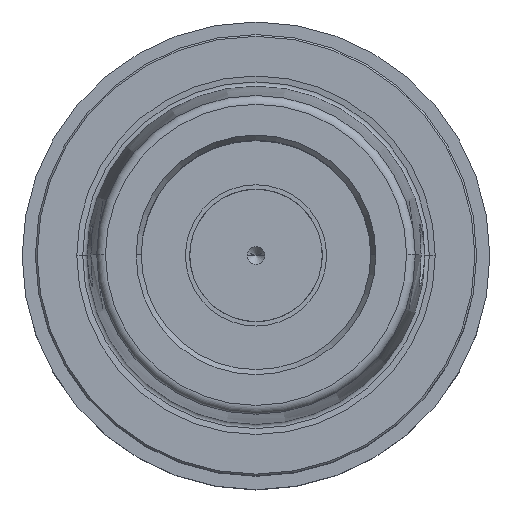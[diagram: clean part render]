
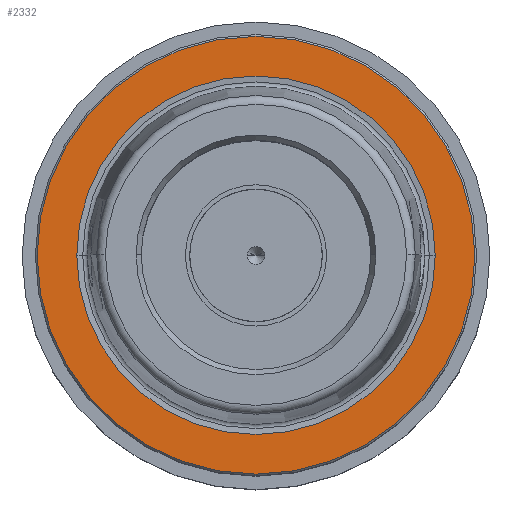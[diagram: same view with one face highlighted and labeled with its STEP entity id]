
A CAD part, top view. The second image highlights one B-rep face of the part: STEP entity #2332.
In plain terms, the highlighted planar face has unit normal (0, 0, 1).
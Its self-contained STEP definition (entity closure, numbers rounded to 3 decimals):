
#116=CARTESIAN_POINT('',(0.,0.,0.));
#117=DIRECTION('',(0.,0.,1.));
#118=DIRECTION('',(1.,0.,0.));
#119=AXIS2_PLACEMENT_3D('',#116,#117,#118);
#132=CARTESIAN_POINT('',(0.,0.,0.));
#133=DIRECTION('',(0.,0.,-1.));
#134=DIRECTION('',(1.,0.,0.));
#135=AXIS2_PLACEMENT_3D('',#132,#133,#134);
#154=CARTESIAN_POINT('',(0.,0.,0.));
#155=DIRECTION('',(0.,0.,1.));
#156=DIRECTION('',(1.,0.,0.));
#157=AXIS2_PLACEMENT_3D('',#154,#155,#156);
#1306=CARTESIAN_POINT('',(0.,0.,0.));
#1307=DIRECTION('',(0.,0.,-1.));
#1308=DIRECTION('',(1.,0.,0.));
#1309=AXIS2_PLACEMENT_3D('',#1306,#1307,#1308);
#2033=CARTESIAN_POINT('',(20.308,0.,0.));
#2035=VERTEX_POINT('',#2033);
#2049=CARTESIAN_POINT('',(-20.308,0.,0.));
#2051=VERTEX_POINT('',#2049);
#2169=CARTESIAN_POINT('',(24.8,0.,0.));
#2170=CARTESIAN_POINT('',(-24.8,0.,0.));
#2171=VERTEX_POINT('',#2169);
#2172=VERTEX_POINT('',#2170);
#2316=CARTESIAN_POINT('',(0.,0.,0.));
#2317=DIRECTION('',(0.,0.,-1.));
#2318=DIRECTION('',(-1.,0.,0.));
#2319=AXIS2_PLACEMENT_3D('',#2316,#2317,#2318);
#2320=PLANE('',#2319);
#2321=ORIENTED_EDGE('',*,*,#2306,.F.);
#2323=ORIENTED_EDGE('',*,*,#2322,.T.);
#2324=EDGE_LOOP('',(#2321,#2323));
#2325=FACE_OUTER_BOUND('',#2324,.F.);
#2327=ORIENTED_EDGE('',*,*,#2326,.F.);
#2329=ORIENTED_EDGE('',*,*,#2328,.T.);
#2330=EDGE_LOOP('',(#2327,#2329));
#2331=FACE_BOUND('',#2330,.F.);
#120=CIRCLE('',#119,24.8);
#136=CIRCLE('',#135,20.308);
#158=CIRCLE('',#157,20.308);
#1310=CIRCLE('',#1309,24.8);
#2306=EDGE_CURVE('',#2171,#2172,#120,.T.);
#2322=EDGE_CURVE('',#2171,#2172,#1310,.T.);
#2326=EDGE_CURVE('',#2035,#2051,#136,.T.);
#2328=EDGE_CURVE('',#2035,#2051,#158,.T.);
#2332=ADVANCED_FACE('',(#2325,#2331),#2320,.F.);
